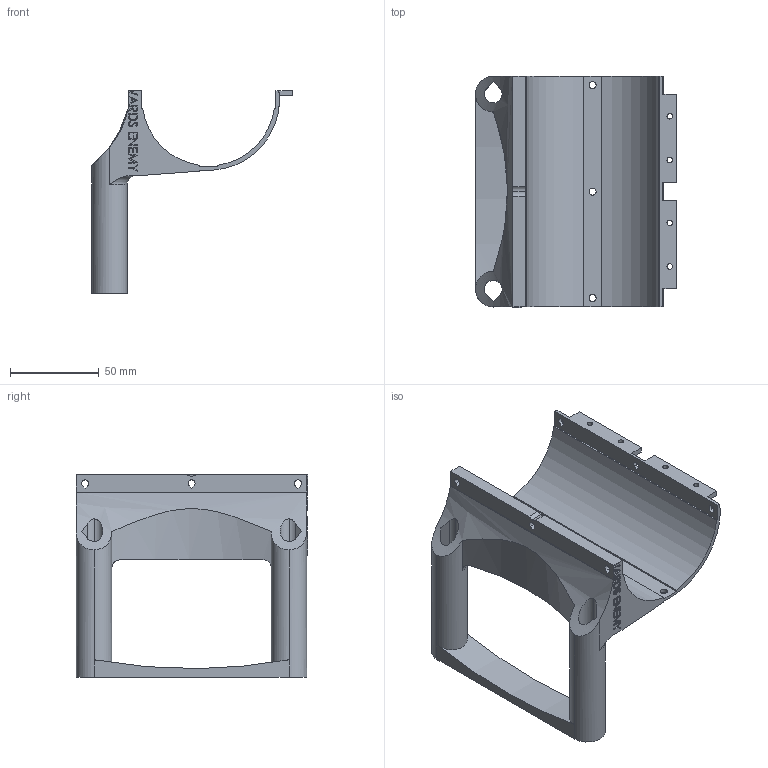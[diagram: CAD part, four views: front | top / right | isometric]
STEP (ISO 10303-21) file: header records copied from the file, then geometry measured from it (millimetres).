
FILE_DESCRIPTION (( 'STEP AP203' ), '1' );
FILE_NAME ('Hor Nacelle Split 2.STEP', '2025-07-23T00:01:42', ( '' ), ( '' ), 'SwSTEP 2.0', 'SolidWorks 2024', '' );
FILE_SCHEMA (( 'CONFIG_CONTROL_DESIGN' ));
Length unit declared in the file: inch
Products named in the file (1): Hor Nacelle Split 2
Bounding box: 113.33 x 130.5 x 114.5 mm (x, y, z)
Volume: 195618.4 mm3; surface area: 63594.2 mm2
Topology: 1 solids, 1 shells, 225 faces, 644 edges, 426 vertices
Faces by surface type: plane 153, cylinder 38, bspline 30, torus 4
Entity records: 9200 total; most frequent: CARTESIAN_POINT 3401, ORIENTED_EDGE 1288, DIRECTION 1010, EDGE_CURVE 644, VECTOR 474, LINE 474, VERTEX_POINT 426, AXIS2_PLACEMENT_3D 268
